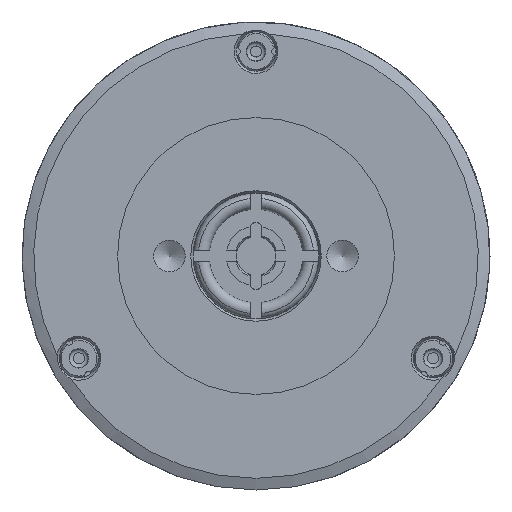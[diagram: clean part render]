
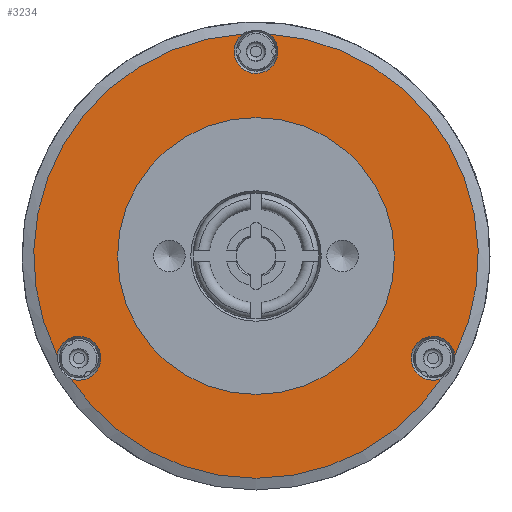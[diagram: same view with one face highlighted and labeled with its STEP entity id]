
A CAD part, front view. The second image highlights one B-rep face of the part: STEP entity #3234.
In plain terms, the highlighted planar face has unit normal (0, -1, 0).
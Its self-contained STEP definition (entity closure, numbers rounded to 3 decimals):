
#596=ORIENTED_EDGE('',*,*,#1130,.F.);
#597=ORIENTED_EDGE('',*,*,#978,.T.);
#598=ORIENTED_EDGE('',*,*,#1131,.F.);
#599=ORIENTED_EDGE('',*,*,#976,.T.);
#600=ORIENTED_EDGE('',*,*,#1132,.F.);
#601=ORIENTED_EDGE('',*,*,#974,.T.);
#602=ORIENTED_EDGE('',*,*,#1133,.F.);
#974=EDGE_CURVE('',#1259,#1260,#1466,.T.);
#976=EDGE_CURVE('',#1262,#1261,#1467,.T.);
#978=EDGE_CURVE('',#1264,#1263,#1468,.T.);
#1130=EDGE_CURVE('',#1384,#1384,#1525,.T.);
#1131=EDGE_CURVE('',#1262,#1263,#1526,.F.);
#1132=EDGE_CURVE('',#1259,#1261,#1527,.F.);
#1133=EDGE_CURVE('',#1264,#1260,#1528,.F.);
#1259=VERTEX_POINT('',#4421);
#1260=VERTEX_POINT('',#4422);
#1261=VERTEX_POINT('',#4428);
#1262=VERTEX_POINT('',#4430);
#1263=VERTEX_POINT('',#4436);
#1264=VERTEX_POINT('',#4438);
#1384=VERTEX_POINT('',#4886);
#1466=CIRCLE('',#3373,28.265);
#1467=CIRCLE('',#3374,28.265);
#1468=CIRCLE('',#3375,28.265);
#1525=CIRCLE('',#3472,17.6);
#1526=CIRCLE('',#3473,2.789);
#1527=CIRCLE('',#3474,2.789);
#1528=CIRCLE('',#3475,2.789);
#1662=EDGE_LOOP('',(#596));
#1663=EDGE_LOOP('',(#597,#598,#599,#600,#601,#602));
#1881=FACE_BOUND('',#1662,.T.);
#1882=FACE_BOUND('',#1663,.T.);
#2060=PLANE('',#3471);
#3234=ADVANCED_FACE('',(#1881,#1882),#2060,.F.);
#3373=AXIS2_PLACEMENT_3D('',#4420,#3707,#3708);
#3374=AXIS2_PLACEMENT_3D('',#4429,#3709,#3710);
#3375=AXIS2_PLACEMENT_3D('',#4437,#3711,#3712);
#3471=AXIS2_PLACEMENT_3D('',#4884,#3962,#3963);
#3472=AXIS2_PLACEMENT_3D('',#4885,#3964,#3965);
#3473=AXIS2_PLACEMENT_3D('',#4887,#3966,#3967);
#3474=AXIS2_PLACEMENT_3D('',#4888,#3968,#3969);
#3475=AXIS2_PLACEMENT_3D('',#4889,#3970,#3971);
#3707=DIRECTION('',(0.,-1.,0.));
#3708=DIRECTION('',(0.,0.,-1.));
#3709=DIRECTION('',(0.,-1.,0.));
#3710=DIRECTION('',(0.,0.,-1.));
#3711=DIRECTION('',(0.,-1.,0.));
#3712=DIRECTION('',(0.,0.,-1.));
#3962=DIRECTION('',(0.,1.,0.));
#3963=DIRECTION('',(0.,0.,1.));
#3964=DIRECTION('',(0.,-1.,0.));
#3965=DIRECTION('',(0.,0.,-1.));
#3966=DIRECTION('',(0.,1.,0.));
#3967=DIRECTION('',(0.,0.,1.));
#3968=DIRECTION('',(0.,1.,0.));
#3969=DIRECTION('',(0.,0.,1.));
#3970=DIRECTION('',(0.,1.,0.));
#3971=DIRECTION('',(0.,0.,1.));
#4420=CARTESIAN_POINT('',(0.,0.,0.));
#4421=CARTESIAN_POINT('',(25.282,0.,-12.639));
#4422=CARTESIAN_POINT('',(1.695,0.,28.214));
#4428=CARTESIAN_POINT('',(23.586,0.,-15.575));
#4429=CARTESIAN_POINT('',(0.,0.,0.));
#4430=CARTESIAN_POINT('',(-23.586,0.,-15.575));
#4436=CARTESIAN_POINT('',(-25.282,0.,-12.639));
#4437=CARTESIAN_POINT('',(0.,0.,0.));
#4438=CARTESIAN_POINT('',(-1.695,0.,28.214));
#4884=CARTESIAN_POINT('',(28.265,0.,0.));
#4885=CARTESIAN_POINT('',(0.,0.,0.));
#4886=CARTESIAN_POINT('',(0.,0.,-17.6));
#4887=CARTESIAN_POINT('',(-22.517,0.,-13.));
#4888=CARTESIAN_POINT('',(22.517,0.,-13.));
#4889=CARTESIAN_POINT('',(0.,0.,26.));
